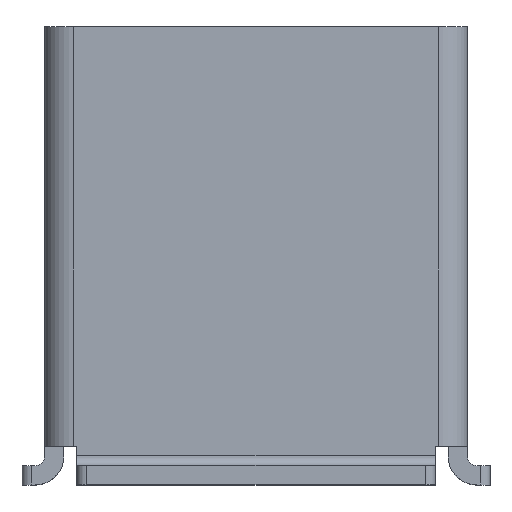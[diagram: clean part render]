
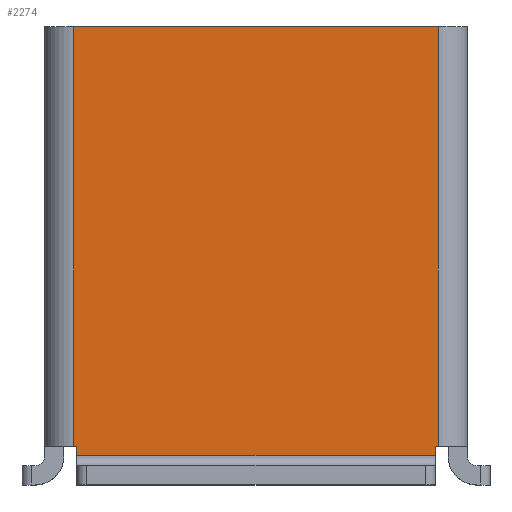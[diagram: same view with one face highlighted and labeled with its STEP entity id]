
A CAD part, top view. The second image highlights one B-rep face of the part: STEP entity #2274.
In plain terms, the highlighted planar face has unit normal (0, 0, 1).
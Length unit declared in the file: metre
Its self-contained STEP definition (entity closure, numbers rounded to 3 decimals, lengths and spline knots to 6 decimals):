
#238=ORIENTED_EDGE('',*,*,#838,.T.);
#239=ORIENTED_EDGE('',*,*,#904,.T.);
#240=ORIENTED_EDGE('',*,*,#905,.T.);
#241=ORIENTED_EDGE('',*,*,#906,.T.);
#242=ORIENTED_EDGE('',*,*,#907,.T.);
#243=ORIENTED_EDGE('',*,*,#908,.F.);
#244=ORIENTED_EDGE('',*,*,#909,.T.);
#245=ORIENTED_EDGE('',*,*,#910,.T.);
#838=EDGE_CURVE('',#1183,#1182,#1409,.T.);
#904=EDGE_CURVE('',#1182,#1230,#1474,.T.);
#905=EDGE_CURVE('',#1230,#1231,#1475,.T.);
#906=EDGE_CURVE('',#1231,#1232,#1476,.T.);
#907=EDGE_CURVE('',#1232,#1233,#1477,.T.);
#908=EDGE_CURVE('',#1234,#1233,#1478,.T.);
#909=EDGE_CURVE('',#1234,#1235,#1479,.T.);
#910=EDGE_CURVE('',#1235,#1183,#1480,.F.);
#1182=VERTEX_POINT('',#3331);
#1183=VERTEX_POINT('',#3333);
#1230=VERTEX_POINT('',#3450);
#1231=VERTEX_POINT('',#3452);
#1232=VERTEX_POINT('',#3454);
#1233=VERTEX_POINT('',#3456);
#1234=VERTEX_POINT('',#3458);
#1235=VERTEX_POINT('',#3460);
#1409=LINE('',#3332,#1705);
#1474=LINE('',#3449,#1770);
#1475=LINE('',#3451,#1771);
#1476=LINE('',#3453,#1772);
#1477=LINE('',#3455,#1773);
#1478=LINE('',#3457,#1774);
#1479=LINE('',#3459,#1775);
#1480=LINE('',#3461,#1776);
#1705=VECTOR('',#2642,1.);
#1770=VECTOR('',#2717,1.);
#1771=VECTOR('',#2718,1.);
#1772=VECTOR('',#2719,1.);
#1773=VECTOR('',#2720,1.);
#1774=VECTOR('',#2721,1.);
#1775=VECTOR('',#2722,1.);
#1776=VECTOR('',#2723,1.);
#1944=EDGE_LOOP('',(#238,#239,#240,#241,#242,#243,#244,#245));
#2062=FACE_BOUND('',#1944,.T.);
#2180=PLANE('',#2407);
#2274=ADVANCED_FACE('',(#2062),#2180,.T.);
#2407=AXIS2_PLACEMENT_3D('',#3448,#2715,#2716);
#2642=DIRECTION('',(-1.,0.,0.));
#2715=DIRECTION('',(0.,0.,1.));
#2716=DIRECTION('',(1.,0.,0.));
#2717=DIRECTION('',(0.,-1.,0.));
#2718=DIRECTION('',(1.,0.,0.));
#2719=DIRECTION('',(0.,-1.,0.));
#2720=DIRECTION('',(1.,0.,0.));
#2721=DIRECTION('',(0.,-1.,0.));
#2722=DIRECTION('',(1.,0.,0.));
#2723=DIRECTION('',(0.,-1.,0.));
#3331=CARTESIAN_POINT('',(-0.00565,0.01085,0.00695));
#3332=CARTESIAN_POINT('',(0.,0.01085,0.00695));
#3333=CARTESIAN_POINT('',(0.00565,0.01085,0.00695));
#3448=CARTESIAN_POINT('',(0.,0.00375,0.00695));
#3449=CARTESIAN_POINT('',(-0.00565,-0.00215,0.00695));
#3450=CARTESIAN_POINT('',(-0.00565,-0.00215,0.00695));
#3451=CARTESIAN_POINT('',(0.,-0.00215,0.00695));
#3452=CARTESIAN_POINT('',(-0.00555,-0.00215,0.00695));
#3453=CARTESIAN_POINT('',(-0.00555,0.00375,0.00695));
#3454=CARTESIAN_POINT('',(-0.00555,-0.00245,0.00695));
#3455=CARTESIAN_POINT('',(0.,-0.00245,0.00695));
#3456=CARTESIAN_POINT('',(0.00555,-0.00245,0.00695));
#3457=CARTESIAN_POINT('',(0.00555,0.00375,0.00695));
#3458=CARTESIAN_POINT('',(0.00555,-0.00215,0.00695));
#3459=CARTESIAN_POINT('',(0.,-0.00215,0.00695));
#3460=CARTESIAN_POINT('',(0.00565,-0.00215,0.00695));
#3461=CARTESIAN_POINT('',(0.00565,0.00375,0.00695));
